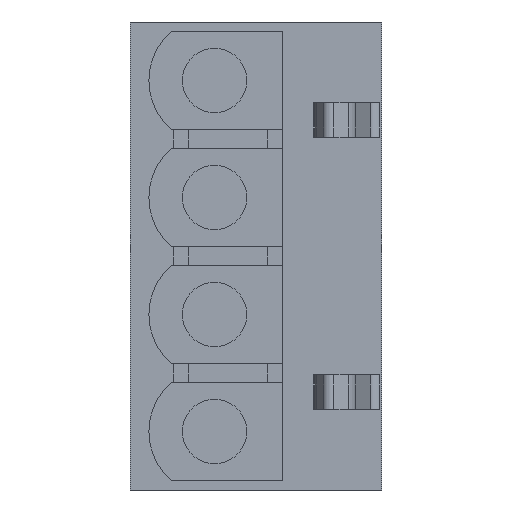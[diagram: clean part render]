
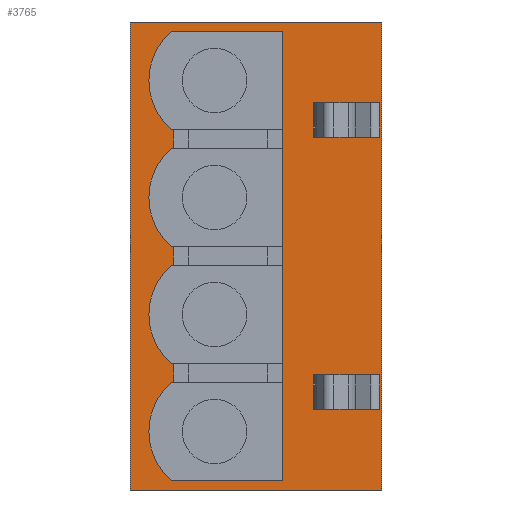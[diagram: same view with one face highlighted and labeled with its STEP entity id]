
A CAD part, front view. The second image highlights one B-rep face of the part: STEP entity #3765.
In plain terms, the highlighted planar face has unit normal (0, -1, 0).
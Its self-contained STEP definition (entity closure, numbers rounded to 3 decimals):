
#71=DIRECTION('',(-1.,0.,0.));
#72=VECTOR('',#71,10.9);
#73=CARTESIAN_POINT('',(13.797,12.335,-17.78));
#74=LINE('',#73,#72);
#75=DIRECTION('',(0.,0.,1.));
#76=VECTOR('',#75,20.32);
#77=CARTESIAN_POINT('',(2.897,12.335,-17.78));
#78=LINE('',#77,#76);
#79=DIRECTION('',(1.,0.,0.));
#80=VECTOR('',#79,10.9);
#81=CARTESIAN_POINT('',(2.897,12.335,2.54));
#82=LINE('',#81,#80);
#83=DIRECTION('',(1.,0.,0.));
#84=VECTOR('',#83,4.832);
#85=CARTESIAN_POINT('',(4.665,12.335,2.14));
#86=LINE('',#85,#84);
#87=CARTESIAN_POINT('',(6.547,12.335,0.));
#88=DIRECTION('',(0.,-1.,0.));
#89=DIRECTION('',(-0.66,0.,0.751));
#90=AXIS2_PLACEMENT_3D('',#87,#88,#89);
#92=DIRECTION('',(-1.,0.,0.));
#93=VECTOR('',#92,0.112);
#94=CARTESIAN_POINT('',(4.777,12.335,-2.14));
#95=LINE('',#94,#93);
#96=DIRECTION('',(0.,0.,-1.));
#97=VECTOR('',#96,0.8);
#98=CARTESIAN_POINT('',(4.777,12.335,-2.14));
#99=LINE('',#98,#97);
#100=DIRECTION('',(1.,0.,0.));
#101=VECTOR('',#100,0.112);
#102=CARTESIAN_POINT('',(4.665,12.335,-2.94));
#103=LINE('',#102,#101);
#104=CARTESIAN_POINT('',(6.547,12.335,-5.08));
#105=DIRECTION('',(0.,-1.,0.));
#106=DIRECTION('',(-0.66,0.,0.751));
#107=AXIS2_PLACEMENT_3D('',#104,#105,#106);
#109=DIRECTION('',(-1.,0.,0.));
#110=VECTOR('',#109,0.112);
#111=CARTESIAN_POINT('',(4.777,12.335,-7.22));
#112=LINE('',#111,#110);
#113=DIRECTION('',(0.,0.,-1.));
#114=VECTOR('',#113,0.8);
#115=CARTESIAN_POINT('',(4.777,12.335,-7.22));
#116=LINE('',#115,#114);
#117=DIRECTION('',(1.,0.,0.));
#118=VECTOR('',#117,0.112);
#119=CARTESIAN_POINT('',(4.665,12.335,-8.02));
#120=LINE('',#119,#118);
#121=CARTESIAN_POINT('',(6.547,12.335,-10.16));
#122=DIRECTION('',(0.,-1.,0.));
#123=DIRECTION('',(-0.66,0.,0.751));
#124=AXIS2_PLACEMENT_3D('',#121,#122,#123);
#126=DIRECTION('',(-1.,0.,0.));
#127=VECTOR('',#126,0.112);
#128=CARTESIAN_POINT('',(4.777,12.335,-12.3));
#129=LINE('',#128,#127);
#130=DIRECTION('',(0.,0.,-1.));
#131=VECTOR('',#130,0.8);
#132=CARTESIAN_POINT('',(4.777,12.335,-12.3));
#133=LINE('',#132,#131);
#134=DIRECTION('',(1.,0.,0.));
#135=VECTOR('',#134,0.112);
#136=CARTESIAN_POINT('',(4.665,12.335,-13.1));
#137=LINE('',#136,#135);
#138=CARTESIAN_POINT('',(6.547,12.335,-15.24));
#139=DIRECTION('',(0.,-1.,0.));
#140=DIRECTION('',(-0.66,0.,0.751));
#141=AXIS2_PLACEMENT_3D('',#138,#139,#140);
#143=DIRECTION('',(-1.,0.,0.));
#144=VECTOR('',#143,4.832);
#145=CARTESIAN_POINT('',(9.497,12.335,-17.38));
#146=LINE('',#145,#144);
#147=DIRECTION('',(1.,0.,0.));
#148=VECTOR('',#147,2.836);
#149=CARTESIAN_POINT('',(10.86,12.335,-0.96));
#150=LINE('',#149,#148);
#151=DIRECTION('',(0.,0.,1.));
#152=VECTOR('',#151,1.5);
#153=CARTESIAN_POINT('',(10.86,12.335,-2.46));
#154=LINE('',#153,#152);
#155=DIRECTION('',(1.,0.,0.));
#156=VECTOR('',#155,2.836);
#157=CARTESIAN_POINT('',(10.86,12.335,-2.46));
#158=LINE('',#157,#156);
#159=DIRECTION('',(0.,0.,1.));
#160=VECTOR('',#159,1.5);
#161=CARTESIAN_POINT('',(13.696,12.335,-2.46));
#162=LINE('',#161,#160);
#163=DIRECTION('',(-1.,0.,0.));
#164=VECTOR('',#163,2.836);
#165=CARTESIAN_POINT('',(13.696,12.335,-14.28));
#166=LINE('',#165,#164);
#167=DIRECTION('',(0.,0.,-1.));
#168=VECTOR('',#167,1.5);
#169=CARTESIAN_POINT('',(13.696,12.335,-12.78));
#170=LINE('',#169,#168);
#171=DIRECTION('',(-1.,0.,0.));
#172=VECTOR('',#171,2.836);
#173=CARTESIAN_POINT('',(13.696,12.335,-12.78));
#174=LINE('',#173,#172);
#175=DIRECTION('',(0.,0.,-1.));
#176=VECTOR('',#175,1.5);
#177=CARTESIAN_POINT('',(10.86,12.335,-12.78));
#178=LINE('',#177,#176);
#825=DIRECTION('',(0.,0.,1.));
#826=VECTOR('',#825,20.32);
#827=CARTESIAN_POINT('',(13.797,12.335,-17.78));
#828=LINE('',#827,#826);
#2101=DIRECTION('',(0.,0.,-1.));
#2102=VECTOR('',#2101,19.52);
#2103=CARTESIAN_POINT('',(9.497,12.335,2.14));
#2104=LINE('',#2103,#2102);
#2815=CARTESIAN_POINT('',(2.897,12.335,-17.78));
#2816=VERTEX_POINT('',#2815);
#2817=CARTESIAN_POINT('',(13.797,12.335,-17.78));
#2819=VERTEX_POINT('',#2817);
#2851=CARTESIAN_POINT('',(2.897,12.335,2.54));
#2852=VERTEX_POINT('',#2851);
#2853=CARTESIAN_POINT('',(13.797,12.335,2.54));
#2855=VERTEX_POINT('',#2853);
#3397=CARTESIAN_POINT('',(4.665,12.335,2.14));
#3398=CARTESIAN_POINT('',(9.497,12.335,2.14));
#3399=VERTEX_POINT('',#3397);
#3400=VERTEX_POINT('',#3398);
#3401=CARTESIAN_POINT('',(4.665,12.335,-2.14));
#3402=VERTEX_POINT('',#3401);
#3412=CARTESIAN_POINT('',(4.665,12.335,-2.94));
#3414=VERTEX_POINT('',#3412);
#3416=CARTESIAN_POINT('',(4.665,12.335,-7.22));
#3418=VERTEX_POINT('',#3416);
#3428=CARTESIAN_POINT('',(4.665,12.335,-8.02));
#3430=VERTEX_POINT('',#3428);
#3432=CARTESIAN_POINT('',(4.665,12.335,-12.3));
#3434=VERTEX_POINT('',#3432);
#3443=CARTESIAN_POINT('',(9.497,12.335,-17.38));
#3444=CARTESIAN_POINT('',(4.665,12.335,-17.38));
#3445=VERTEX_POINT('',#3443);
#3446=VERTEX_POINT('',#3444);
#3448=CARTESIAN_POINT('',(4.665,12.335,-13.1));
#3450=VERTEX_POINT('',#3448);
#3513=CARTESIAN_POINT('',(10.86,12.335,-0.96));
#3514=CARTESIAN_POINT('',(13.696,12.335,-0.96));
#3515=VERTEX_POINT('',#3513);
#3516=VERTEX_POINT('',#3514);
#3517=CARTESIAN_POINT('',(10.86,12.335,-2.46));
#3518=CARTESIAN_POINT('',(13.696,12.335,-2.46));
#3519=VERTEX_POINT('',#3517);
#3520=VERTEX_POINT('',#3518);
#3561=CARTESIAN_POINT('',(13.696,12.335,-14.28));
#3562=CARTESIAN_POINT('',(10.86,12.335,-14.28));
#3563=VERTEX_POINT('',#3561);
#3564=VERTEX_POINT('',#3562);
#3565=CARTESIAN_POINT('',(13.696,12.335,-12.78));
#3566=CARTESIAN_POINT('',(10.86,12.335,-12.78));
#3567=VERTEX_POINT('',#3565);
#3568=VERTEX_POINT('',#3566);
#3569=CARTESIAN_POINT('',(4.777,12.335,-2.14));
#3570=CARTESIAN_POINT('',(4.777,12.335,-2.94));
#3571=VERTEX_POINT('',#3569);
#3572=VERTEX_POINT('',#3570);
#3629=CARTESIAN_POINT('',(4.777,12.335,-7.22));
#3630=CARTESIAN_POINT('',(4.777,12.335,-8.02));
#3631=VERTEX_POINT('',#3629);
#3632=VERTEX_POINT('',#3630);
#3649=CARTESIAN_POINT('',(4.777,12.335,-12.3));
#3650=CARTESIAN_POINT('',(4.777,12.335,-13.1));
#3651=VERTEX_POINT('',#3649);
#3652=VERTEX_POINT('',#3650);
#3697=CARTESIAN_POINT('',(2.897,12.335,-17.78));
#3698=DIRECTION('',(0.,-1.,0.));
#3699=DIRECTION('',(1.,0.,0.));
#3700=AXIS2_PLACEMENT_3D('',#3697,#3698,#3699);
#3701=PLANE('',#3700);
#3702=ORIENTED_EDGE('',*,*,#3658,.T.);
#3704=ORIENTED_EDGE('',*,*,#3703,.T.);
#3706=ORIENTED_EDGE('',*,*,#3705,.T.);
#3708=ORIENTED_EDGE('',*,*,#3707,.F.);
#3709=EDGE_LOOP('',(#3702,#3704,#3706,#3708));
#3710=FACE_OUTER_BOUND('',#3709,.F.);
#3712=ORIENTED_EDGE('',*,*,#3711,.F.);
#3714=ORIENTED_EDGE('',*,*,#3713,.F.);
#3716=ORIENTED_EDGE('',*,*,#3715,.T.);
#3718=ORIENTED_EDGE('',*,*,#3717,.F.);
#3720=ORIENTED_EDGE('',*,*,#3719,.T.);
#3722=ORIENTED_EDGE('',*,*,#3721,.F.);
#3724=ORIENTED_EDGE('',*,*,#3723,.T.);
#3726=ORIENTED_EDGE('',*,*,#3725,.F.);
#3728=ORIENTED_EDGE('',*,*,#3727,.T.);
#3730=ORIENTED_EDGE('',*,*,#3729,.F.);
#3732=ORIENTED_EDGE('',*,*,#3731,.T.);
#3734=ORIENTED_EDGE('',*,*,#3733,.F.);
#3736=ORIENTED_EDGE('',*,*,#3735,.T.);
#3738=ORIENTED_EDGE('',*,*,#3737,.F.);
#3740=ORIENTED_EDGE('',*,*,#3739,.T.);
#3742=ORIENTED_EDGE('',*,*,#3741,.F.);
#3743=EDGE_LOOP('',(#3712,#3714,#3716,#3718,#3720,#3722,#3724,#3726,#3728,#3730,
#3732,#3734,#3736,#3738,#3740,#3742));
#3744=FACE_BOUND('',#3743,.F.);
#3746=ORIENTED_EDGE('',*,*,#3745,.F.);
#3748=ORIENTED_EDGE('',*,*,#3747,.F.);
#3750=ORIENTED_EDGE('',*,*,#3749,.T.);
#3752=ORIENTED_EDGE('',*,*,#3751,.T.);
#3753=EDGE_LOOP('',(#3746,#3748,#3750,#3752));
#3754=FACE_BOUND('',#3753,.F.);
#3756=ORIENTED_EDGE('',*,*,#3755,.F.);
#3758=ORIENTED_EDGE('',*,*,#3757,.F.);
#3760=ORIENTED_EDGE('',*,*,#3759,.T.);
#3762=ORIENTED_EDGE('',*,*,#3761,.T.);
#3763=EDGE_LOOP('',(#3756,#3758,#3760,#3762));
#3764=FACE_BOUND('',#3763,.F.);
#3765=ADVANCED_FACE('',(#3710,#3744,#3754,#3764),#3701,.T.);
#91=CIRCLE('',#90,2.85);
#108=CIRCLE('',#107,2.85);
#125=CIRCLE('',#124,2.85);
#142=CIRCLE('',#141,2.85);
#3658=EDGE_CURVE('',#2819,#2816,#74,.T.);
#3703=EDGE_CURVE('',#2816,#2852,#78,.T.);
#3705=EDGE_CURVE('',#2852,#2855,#82,.T.);
#3707=EDGE_CURVE('',#2819,#2855,#828,.T.);
#3711=EDGE_CURVE('',#3400,#3445,#2104,.T.);
#3713=EDGE_CURVE('',#3399,#3400,#86,.T.);
#3715=EDGE_CURVE('',#3399,#3402,#91,.T.);
#3717=EDGE_CURVE('',#3571,#3402,#95,.T.);
#3719=EDGE_CURVE('',#3571,#3572,#99,.T.);
#3721=EDGE_CURVE('',#3414,#3572,#103,.T.);
#3723=EDGE_CURVE('',#3414,#3418,#108,.T.);
#3725=EDGE_CURVE('',#3631,#3418,#112,.T.);
#3727=EDGE_CURVE('',#3631,#3632,#116,.T.);
#3729=EDGE_CURVE('',#3430,#3632,#120,.T.);
#3731=EDGE_CURVE('',#3430,#3434,#125,.T.);
#3733=EDGE_CURVE('',#3651,#3434,#129,.T.);
#3735=EDGE_CURVE('',#3651,#3652,#133,.T.);
#3737=EDGE_CURVE('',#3450,#3652,#137,.T.);
#3739=EDGE_CURVE('',#3450,#3446,#142,.T.);
#3741=EDGE_CURVE('',#3445,#3446,#146,.T.);
#3745=EDGE_CURVE('',#3515,#3516,#150,.T.);
#3747=EDGE_CURVE('',#3519,#3515,#154,.T.);
#3749=EDGE_CURVE('',#3519,#3520,#158,.T.);
#3751=EDGE_CURVE('',#3520,#3516,#162,.T.);
#3755=EDGE_CURVE('',#3563,#3564,#166,.T.);
#3757=EDGE_CURVE('',#3567,#3563,#170,.T.);
#3759=EDGE_CURVE('',#3567,#3568,#174,.T.);
#3761=EDGE_CURVE('',#3568,#3564,#178,.T.);
